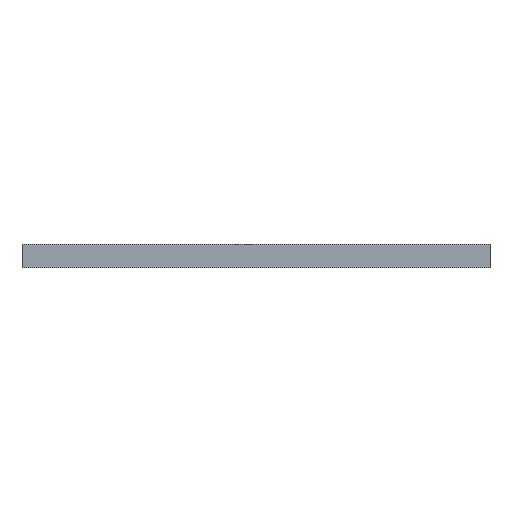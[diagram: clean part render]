
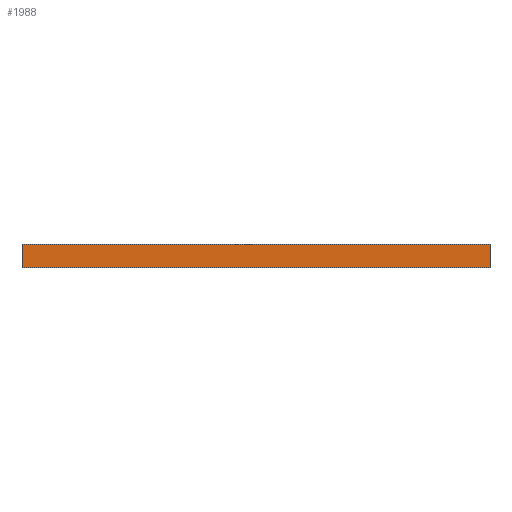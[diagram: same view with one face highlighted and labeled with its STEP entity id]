
A CAD part, front view. The second image highlights one B-rep face of the part: STEP entity #1988.
In plain terms, the highlighted planar face has unit normal (0, -1, 0).
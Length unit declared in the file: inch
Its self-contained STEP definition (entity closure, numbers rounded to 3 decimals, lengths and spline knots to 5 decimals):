
#101 = VERTEX_POINT ( 'NONE', #1079 ) ;
#158 = VERTEX_POINT ( 'NONE', #3675 ) ;
#282 = DIRECTION ( 'NONE',  ( 1., 0., 0. ) ) ;
#320 = LINE ( 'NONE', #2993, #2797 ) ;
#332 = VECTOR ( 'NONE', #936, 39.37008 ) ;
#625 = ORIENTED_EDGE ( 'NONE', *, *, #2329, .T. ) ;
#763 = VECTOR ( 'NONE', #818, 39.37008 ) ;
#814 = LINE ( 'NONE', #2933, #763 ) ;
#818 = DIRECTION ( 'NONE',  ( 1., 0., 0. ) ) ;
#862 = CARTESIAN_POINT ( 'NONE',  ( -0.59055, -0.59055, 0. ) ) ;
#936 = DIRECTION ( 'NONE',  ( 0., 0., 1. ) ) ;
#1079 = CARTESIAN_POINT ( 'NONE',  ( 0.59055, -0.59055, -0.03937 ) ) ;
#1093 = VERTEX_POINT ( 'NONE', #2184 ) ;
#1129 = EDGE_CURVE ( 'NONE', #2467, #158, #2609, .T. ) ;
#1265 = PLANE ( 'NONE',  #1446 ) ;
#1333 = ORIENTED_EDGE ( 'NONE', *, *, #1129, .F. ) ;
#1446 = AXIS2_PLACEMENT_3D ( 'NONE', #862, #3110, #282 ) ;
#1671 = EDGE_LOOP ( 'NONE', ( #1333, #2221, #625, #4066 ) ) ;
#1815 = CARTESIAN_POINT ( 'NONE',  ( -0.59055, -0.59055, 0.01969 ) ) ;
#1888 = CARTESIAN_POINT ( 'NONE',  ( -0.59055, -0.59055, -0.03937 ) ) ;
#1897 = CARTESIAN_POINT ( 'NONE',  ( -0.59055, -0.59055, 0. ) ) ;
#1988 = ADVANCED_FACE ( 'NONE', ( #2899 ), #1265, .T. ) ;
#2184 = CARTESIAN_POINT ( 'NONE',  ( 0.59055, -0.59055, 0.01969 ) ) ;
#2221 = ORIENTED_EDGE ( 'NONE', *, *, #4014, .T. ) ;
#2329 = EDGE_CURVE ( 'NONE', #101, #1093, #320, .T. ) ;
#2375 = VECTOR ( 'NONE', #3423, 39.37008 ) ;
#2467 = VERTEX_POINT ( 'NONE', #1888 ) ;
#2609 = LINE ( 'NONE', #1897, #332 ) ;
#2797 = VECTOR ( 'NONE', #3968, 39.37008 ) ;
#2899 = FACE_OUTER_BOUND ( 'NONE', #1671, .T. ) ;
#2933 = CARTESIAN_POINT ( 'NONE',  ( -0.59055, -0.59055, -0.03937 ) ) ;
#2993 = CARTESIAN_POINT ( 'NONE',  ( 0.59055, -0.59055, 0. ) ) ;
#3110 = DIRECTION ( 'NONE',  ( 0., -1., 0. ) ) ;
#3325 = LINE ( 'NONE', #1815, #2375 ) ;
#3423 = DIRECTION ( 'NONE',  ( 1., 0., 0. ) ) ;
#3675 = CARTESIAN_POINT ( 'NONE',  ( -0.59055, -0.59055, 0.01969 ) ) ;
#3968 = DIRECTION ( 'NONE',  ( 0., 0., 1. ) ) ;
#4014 = EDGE_CURVE ( 'NONE', #2467, #101, #814, .T. ) ;
#4066 = ORIENTED_EDGE ( 'NONE', *, *, #4115, .F. ) ;
#4115 = EDGE_CURVE ( 'NONE', #158, #1093, #3325, .T. ) ;
